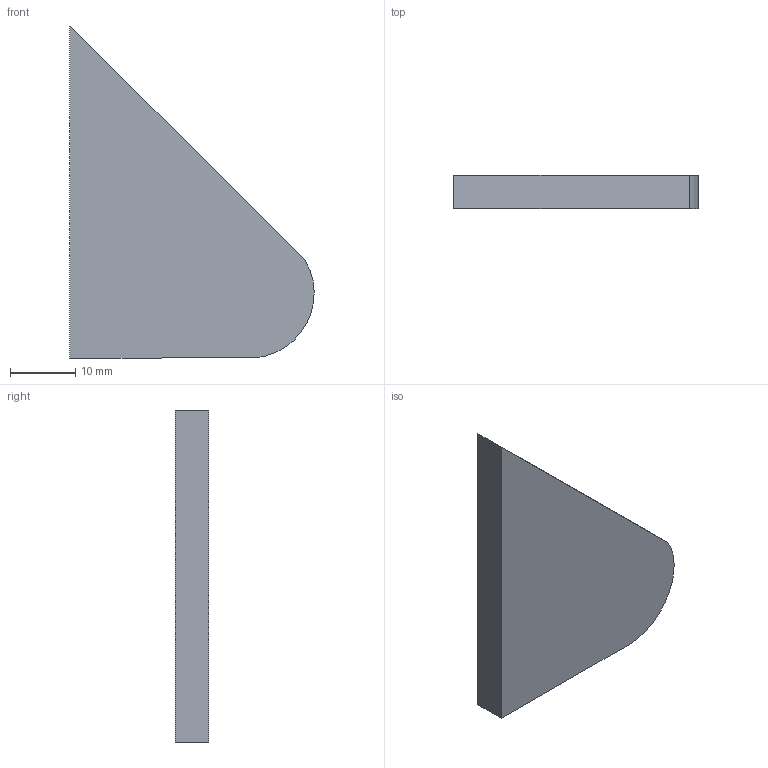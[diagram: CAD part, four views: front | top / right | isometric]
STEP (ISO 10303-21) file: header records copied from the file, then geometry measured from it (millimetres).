
FILE_DESCRIPTION(('produced by SPATIAL CORP'),'2;1');
FILE_NAME( 'part_3.prt.hh.sat.stp','2002-04-19T13:17:48+00:00',('SPATIAL CORP'),('SPATIAL CORP' ),'ACIS STEP Husk','http://www.spatial.com','SPATIAL CORP');
FILE_SCHEMA(('CONFIG_CONTROL_DESIGN'));
Length unit declared in the file: millimetre
Products named in the file (1): PRODUCT_ID_1
Bounding box: 37.39 x 5.08 x 50.8 mm (x, y, z)
Volume: 6000.4 mm3; surface area: 3124.1 mm2
Topology: 1 solids, 1 shells, 6 faces, 12 edges, 8 vertices
Faces by surface type: plane 5, cylinder 1
Entity records: 243 total; most frequent: CARTESIAN_POINT 26, DIRECTION 26, ORIENTED_EDGE 24, EDGE_CURVE 12, VECTOR 10, LINE 10, VERTEX_POINT 8, AXIS2_PLACEMENT_3D 8
